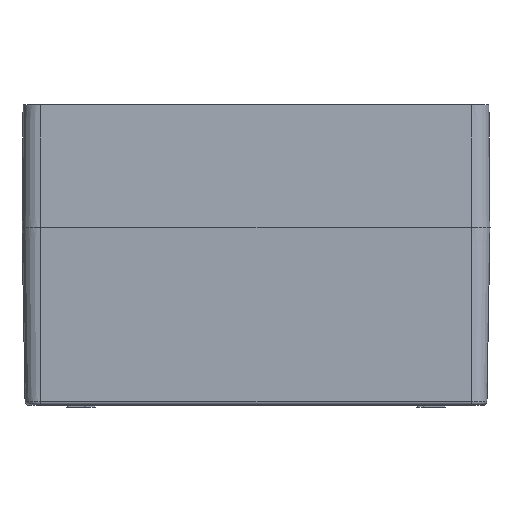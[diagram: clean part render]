
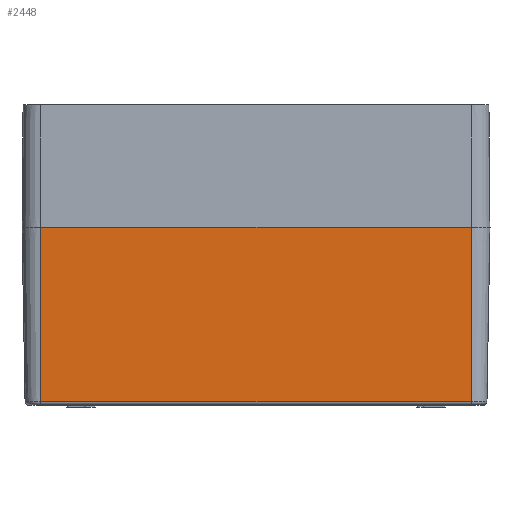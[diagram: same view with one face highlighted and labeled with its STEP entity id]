
A CAD part, left-side view. The second image highlights one B-rep face of the part: STEP entity #2448.
In plain terms, the highlighted planar face has unit normal (-1, 0, -0.018).
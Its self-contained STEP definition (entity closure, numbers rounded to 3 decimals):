
#2428=AXIS2_PLACEMENT_3D('Plane Axis2P3D',#2425,#2426,#2427) ;
#1151=CARTESIAN_POINT('Vertex',(1.624,10.,2.965)) ;
#1171=CARTESIAN_POINT('Line Origine',(1.624,125.,2.965)) ;
#1175=CARTESIAN_POINT('Vertex',(1.624,240.,2.965)) ;
#2410=CARTESIAN_POINT('Vertex',(0.,10.,96.)) ;
#2413=CARTESIAN_POINT('Line Origine',(-8721.203,10.,499733.398)) ;
#2425=CARTESIAN_POINT('Axis2P3D Location',(0.,125.,96.)) ;
#2430=CARTESIAN_POINT('Line Origine',(0.,125.,96.)) ;
#2434=CARTESIAN_POINT('Vertex',(0.,240.,96.)) ;
#2437=CARTESIAN_POINT('Line Origine',(0.812,240.,49.483)) ;
#1172=DIRECTION('Vector Direction',(0.,1.,0.)) ;
#2414=DIRECTION('Vector Direction',(-0.017,0.,1.)) ;
#2426=DIRECTION('Axis2P3D Direction',(1.,0.,0.017)) ;
#2427=DIRECTION('Axis2P3D XDirection',(0.,1.,0.)) ;
#2431=DIRECTION('Vector Direction',(0.,1.,0.)) ;
#2438=DIRECTION('Vector Direction',(-0.017,0.,1.)) ;
#1173=VECTOR('Line Direction',#1172,1.) ;
#2415=VECTOR('Line Direction',#2414,1.) ;
#2432=VECTOR('Line Direction',#2431,1.) ;
#2439=VECTOR('Line Direction',#2438,1.) ;
#2443=ORIENTED_EDGE('',*,*,#1177,.F.) ;
#2444=ORIENTED_EDGE('',*,*,#2417,.F.) ;
#2445=ORIENTED_EDGE('',*,*,#2436,.F.) ;
#2446=ORIENTED_EDGE('',*,*,#2441,.T.) ;
#2448=ADVANCED_FACE('Body',(#2447),#2429,.F.) ;
#1177=EDGE_CURVE('',#1152,#1176,#1174,.T.) ;
#2417=EDGE_CURVE('',#2411,#1152,#2416,.F.) ;
#2436=EDGE_CURVE('',#2435,#2411,#2433,.F.) ;
#2441=EDGE_CURVE('',#2435,#1176,#2440,.F.) ;
#2442=EDGE_LOOP('',(#2443,#2444,#2445,#2446)) ;
#2447=FACE_OUTER_BOUND('',#2442,.T.) ;
#1174=LINE('Line',#1171,#1173) ;
#2416=LINE('Line',#2413,#2415) ;
#2433=LINE('Line',#2430,#2432) ;
#2440=LINE('Line',#2437,#2439) ;
#2429=PLANE('',#2428) ;
#1152=VERTEX_POINT('',#1151) ;
#1176=VERTEX_POINT('',#1175) ;
#2411=VERTEX_POINT('',#2410) ;
#2435=VERTEX_POINT('',#2434) ;
